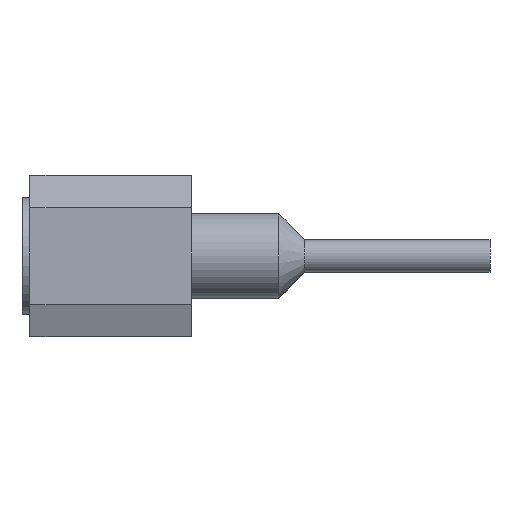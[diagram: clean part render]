
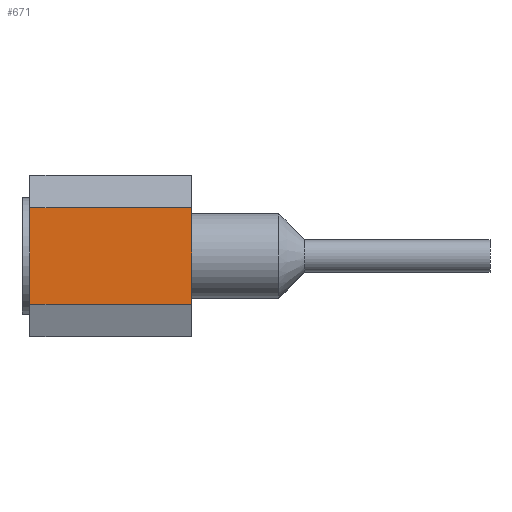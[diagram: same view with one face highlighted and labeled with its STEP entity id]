
A CAD part, left-side view. The second image highlights one B-rep face of the part: STEP entity #671.
In plain terms, the highlighted planar face has unit normal (-1, 0, 0).
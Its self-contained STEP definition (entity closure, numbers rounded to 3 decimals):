
#102 = EDGE_CURVE ( 'NONE', #2127, #6617, #10326, .T. ) ;
#496 = FACE_OUTER_BOUND ( 'NONE', #2241, .T. ) ;
#671 = ADVANCED_FACE ( 'NONE', ( #496 ), #3932, .F. ) ;
#1340 = VECTOR ( 'NONE', #4026, 1000. ) ;
#1344 = VECTOR ( 'NONE', #6791, 1000. ) ;
#1526 = ORIENTED_EDGE ( 'NONE', *, *, #102, .F. ) ;
#1541 = DIRECTION ( 'NONE',  ( 0., 1., 0. ) ) ;
#1823 = CARTESIAN_POINT ( 'NONE',  ( 0., 2.545, -0.762 ) ) ;
#2127 = VERTEX_POINT ( 'NONE', #4391 ) ;
#2241 = EDGE_LOOP ( 'NONE', ( #10159, #1526, #4038, #9567 ) ) ;
#3674 = CARTESIAN_POINT ( 'NONE',  ( 0., 0., 0.762 ) ) ;
#3832 = AXIS2_PLACEMENT_3D ( 'NONE', #5841, #6722, #5896 ) ;
#3932 = PLANE ( 'NONE',  #3832 ) ;
#4026 = DIRECTION ( 'NONE',  ( 0., -1., 0. ) ) ;
#4038 = ORIENTED_EDGE ( 'NONE', *, *, #9292, .F. ) ;
#4099 = VERTEX_POINT ( 'NONE', #1823 ) ;
#4112 = VECTOR ( 'NONE', #6972, 1000. ) ;
#4200 = CARTESIAN_POINT ( 'NONE',  ( 0., 0., -0.762 ) ) ;
#4391 = CARTESIAN_POINT ( 'NONE',  ( 0., 2.545, 0.762 ) ) ;
#5769 = EDGE_CURVE ( 'NONE', #6617, #9945, #9517, .T. ) ;
#5841 = CARTESIAN_POINT ( 'NONE',  ( 0., 1.778, -1.27 ) ) ;
#5896 = DIRECTION ( 'NONE',  ( 0., 0., -1. ) ) ;
#6617 = VERTEX_POINT ( 'NONE', #3674 ) ;
#6722 = DIRECTION ( 'NONE',  ( 1., 0., 0. ) ) ;
#6791 = DIRECTION ( 'NONE',  ( 0., 0., -1. ) ) ;
#6972 = DIRECTION ( 'NONE',  ( 0., 0., 1. ) ) ;
#7244 = VECTOR ( 'NONE', #1541, 1000. ) ;
#7885 = CARTESIAN_POINT ( 'NONE',  ( 0., 2.54, -0.762 ) ) ;
#8911 = CARTESIAN_POINT ( 'NONE',  ( 0., 2.545, -0.762 ) ) ;
#9292 = EDGE_CURVE ( 'NONE', #4099, #2127, #11748, .T. ) ;
#9420 = CARTESIAN_POINT ( 'NONE',  ( 0., 2.54, 0.762 ) ) ;
#9517 = LINE ( 'NONE', #10365, #1344 ) ;
#9567 = ORIENTED_EDGE ( 'NONE', *, *, #10774, .F. ) ;
#9802 = LINE ( 'NONE', #7885, #7244 ) ;
#9945 = VERTEX_POINT ( 'NONE', #4200 ) ;
#10159 = ORIENTED_EDGE ( 'NONE', *, *, #5769, .F. ) ;
#10326 = LINE ( 'NONE', #9420, #1340 ) ;
#10365 = CARTESIAN_POINT ( 'NONE',  ( 0., 0., -1.27 ) ) ;
#10774 = EDGE_CURVE ( 'NONE', #9945, #4099, #9802, .T. ) ;
#11748 = LINE ( 'NONE', #8911, #4112 ) ;
